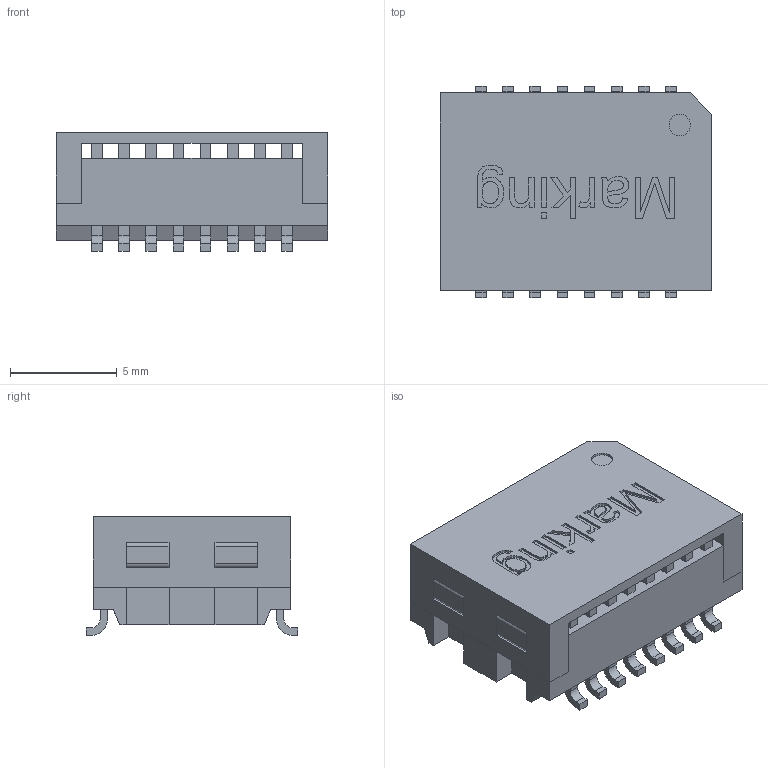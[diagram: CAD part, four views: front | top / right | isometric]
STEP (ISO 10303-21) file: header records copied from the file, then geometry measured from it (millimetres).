
FILE_DESCRIPTION( ( 'Unknown' ), '1' );
FILE_NAME( '7490120110.stp', 'Unknown', ( 'Unknown' ), ( 'Unknown' ), 'PSStep 17.0.49', 'Unknown', ' ' );
FILE_SCHEMA( ( 'AUTOMOTIVE_DESIGN { 1 0 10303 214 1 1 1 1 }' ) );
Length unit declared in the file: millimetre
Products named in the file (19): Assem1; Case; Pins; Cover
Assembly tree (18 placements, depth 2):
  Assem1
    Case
    Pins
    Pins
    Pins
    Pins
    Pins
    Pins
    Pins
    Pins
    Pins
    Pins
    Pins
    Pins
    Pins
    Pins
    Pins
    Pins
    Cover
Bounding box: 12.7 x 9.9 x 5.55 mm (x, y, z)
Volume: 295.5 mm3; surface area: 1101.9 mm2
Topology: 18 solids, 18 shells, 405 faces, 1066 edges, 704 vertices
Faces by surface type: plane 348, cylinder 41, extrusion 16
Full cylindrical faces by diameter (mm): 1 x1
Entity records: 16555 total; most frequent: CARTESIAN_POINT 3093, ORIENTED_EDGE 2128, DIRECTION 1854, EDGE_CURVE 1064, VECTOR 874, LINE 858, VERTEX_POINT 704, AXIS2_PLACEMENT_3D 490
